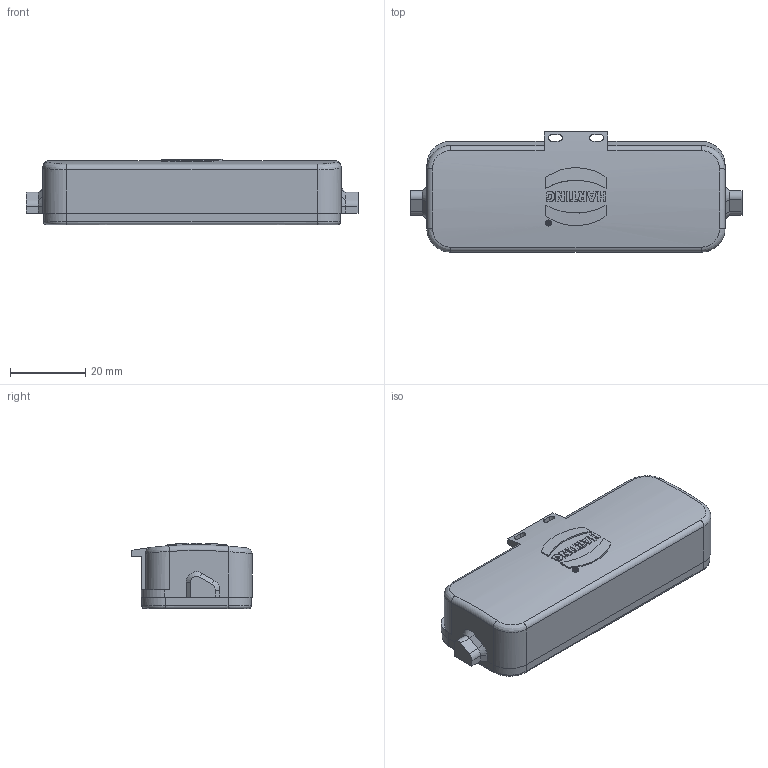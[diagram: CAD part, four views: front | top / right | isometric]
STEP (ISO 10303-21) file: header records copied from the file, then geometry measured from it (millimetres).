
FILE_DESCRIPTION(/* description */ (''),/* implementation_level */ '2;1');
FILE_NAME(/* name */ '100105973ugm000_c.stp',/* time_stamp */ '2017-11-30T07:20:09+01:00',/* author */ (''),/* organization */ (''),/* preprocessor_version */ 'ST-DEVELOPER v16',/* originating_system */ 'SIEMENS PLM Software NX 10.0',/* authorisation */ '');
FILE_SCHEMA (('AUTOMOTIVE_DESIGN { 1 0 10303 214 3 1 1 1 }'));
Length unit declared in the file: millimetre
Products named in the file (1): 100105973ugm000_c
Bounding box: 88.3 x 31.95 x 17.35 mm (x, y, z)
Volume: 11217.6 mm3; surface area: 10721.5 mm2
Topology: 1 solids, 1 shells, 220 faces, 552 edges, 352 vertices
Faces by surface type: plane 104, bspline 68, cylinder 40, torus 4, cone 4
Entity records: 11692 total; most frequent: CARTESIAN_POINT 5591, ORIENTED_EDGE 1096, DIRECTION 702, EDGE_CURVE 548, VERTEX_POINT 348, EDGE_LOOP 242, AXIS2_PLACEMENT_3D 242, PRESENTATION_STYLE_ASSIGNMENT 223
